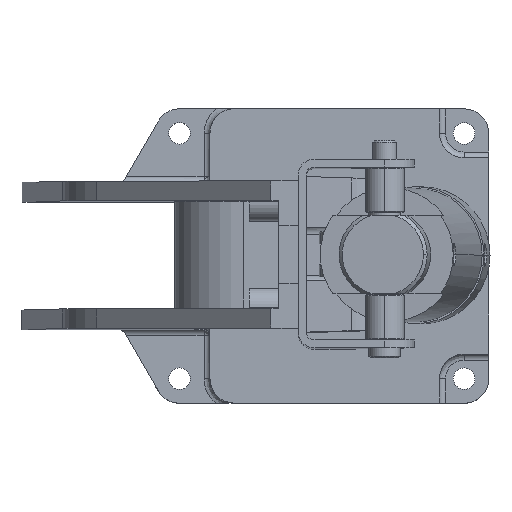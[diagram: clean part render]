
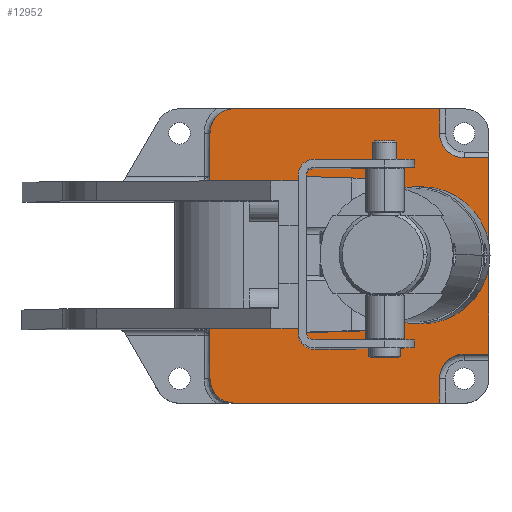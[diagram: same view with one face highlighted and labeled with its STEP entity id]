
A CAD part, top view. The second image highlights one B-rep face of the part: STEP entity #12952.
In plain terms, the highlighted planar face has unit normal (0, 0, 1).
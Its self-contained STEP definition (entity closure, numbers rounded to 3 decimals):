
#202 = DIRECTION ( 'NONE',  ( 0., 1., 0. ) ) ;
#218 = EDGE_CURVE ( 'NONE', #19090, #9184, #7905, .T. ) ;
#432 = ORIENTED_EDGE ( 'NONE', *, *, #11216, .T. ) ;
#495 = ORIENTED_EDGE ( 'NONE', *, *, #16669, .T. ) ;
#748 = CARTESIAN_POINT ( 'NONE',  ( 773.058, 808.221, -226.5 ) ) ;
#791 = VERTEX_POINT ( 'NONE', #14652 ) ;
#901 = CIRCLE ( 'NONE', #16960, 12.5 ) ;
#938 = CARTESIAN_POINT ( 'NONE',  ( 915.058, 720.721, -226.5 ) ) ;
#1182 = AXIS2_PLACEMENT_3D ( 'NONE', #22987, #12125, #23072 ) ;
#1226 = CARTESIAN_POINT ( 'NONE',  ( 902.558, 720.721, -226.5 ) ) ;
#1555 = VECTOR ( 'NONE', #15316, 1000. ) ;
#1706 = DIRECTION ( 'NONE',  ( 0., 1., 0. ) ) ;
#1936 = LINE ( 'NONE', #5122, #21842 ) ;
#2226 = AXIS2_PLACEMENT_3D ( 'NONE', #21123, #19363, #14193 ) ;
#2399 = CARTESIAN_POINT ( 'NONE',  ( 765.058, 720.721, -226.5 ) ) ;
#2702 = LINE ( 'NONE', #6183, #1555 ) ;
#2939 = LINE ( 'NONE', #2399, #13166 ) ;
#3104 = VERTEX_POINT ( 'NONE', #9450 ) ;
#3405 = VECTOR ( 'NONE', #14918, 1000. ) ;
#3697 = EDGE_CURVE ( 'NONE', #791, #19090, #15343, .T. ) ;
#3958 = DIRECTION ( 'NONE',  ( -1., 0., 0. ) ) ;
#4130 = DIRECTION ( 'NONE',  ( 1., 0., 0. ) ) ;
#4137 = LINE ( 'NONE', #19712, #4416 ) ;
#4358 = CIRCLE ( 'NONE', #1182, 12.5 ) ;
#4383 = CARTESIAN_POINT ( 'NONE',  ( 902.558, 833.221, -226.5 ) ) ;
#4416 = VECTOR ( 'NONE', #5412, 1000. ) ;
#4455 = DIRECTION ( 'NONE',  ( 0., 0., -1. ) ) ;
#4685 = ORIENTED_EDGE ( 'NONE', *, *, #8784, .T. ) ;
#5122 = CARTESIAN_POINT ( 'NONE',  ( 890.058, 808.221, -226.5 ) ) ;
#5412 = DIRECTION ( 'NONE',  ( 0., -1., 0. ) ) ;
#5668 = LINE ( 'NONE', #748, #9626 ) ;
#6008 = ORIENTED_EDGE ( 'NONE', *, *, #8439, .T. ) ;
#6025 = CARTESIAN_POINT ( 'NONE',  ( 765.058, 845.721, -226.5 ) ) ;
#6183 = CARTESIAN_POINT ( 'NONE',  ( 773.058, 808.221, -226.5 ) ) ;
#6398 = CARTESIAN_POINT ( 'NONE',  ( 890.058, 833.221, -226.5 ) ) ;
#6441 = VERTEX_POINT ( 'NONE', #18589 ) ;
#6573 = EDGE_CURVE ( 'NONE', #13997, #9438, #2702, .T. ) ;
#6843 = FACE_OUTER_BOUND ( 'NONE', #23404, .T. ) ;
#7368 = LINE ( 'NONE', #6025, #20988 ) ;
#7536 = CARTESIAN_POINT ( 'NONE',  ( 765.058, 695.721, -226.5 ) ) ;
#7717 = DIRECTION ( 'NONE',  ( 0., 1., 0. ) ) ;
#7791 = CARTESIAN_POINT ( 'NONE',  ( 785.558, 708.221, -226.5 ) ) ;
#7883 = CARTESIAN_POINT ( 'NONE',  ( 902.558, 820.721, -226.5 ) ) ;
#7905 = CIRCLE ( 'NONE', #17159, 12.5 ) ;
#8265 = VECTOR ( 'NONE', #11390, 1000. ) ;
#8439 = EDGE_CURVE ( 'NONE', #16829, #21144, #2939, .T. ) ;
#8499 = CARTESIAN_POINT ( 'NONE',  ( 773.058, 811.221, -226.5 ) ) ;
#8784 = EDGE_CURVE ( 'NONE', #13760, #16829, #4358, .T. ) ;
#9184 = VERTEX_POINT ( 'NONE', #6398 ) ;
#9438 = VERTEX_POINT ( 'NONE', #8499 ) ;
#9450 = CARTESIAN_POINT ( 'NONE',  ( 773.058, 708.221, -226.5 ) ) ;
#9626 = VECTOR ( 'NONE', #9661, 1000. ) ;
#9661 = DIRECTION ( 'NONE',  ( 0., -1., 0. ) ) ;
#9992 = LINE ( 'NONE', #11158, #18818 ) ;
#10806 = EDGE_CURVE ( 'NONE', #20788, #13997, #901, .T. ) ;
#11158 = CARTESIAN_POINT ( 'NONE',  ( 890.058, 808.221, -226.5 ) ) ;
#11216 = EDGE_CURVE ( 'NONE', #21144, #791, #15403, .T. ) ;
#11390 = DIRECTION ( 'NONE',  ( 0., 1., 0. ) ) ;
#11530 = ORIENTED_EDGE ( 'NONE', *, *, #218, .T. ) ;
#12125 = DIRECTION ( 'NONE',  ( 0., 0., -1. ) ) ;
#12242 = EDGE_CURVE ( 'NONE', #9184, #18342, #9992, .T. ) ;
#12952 = ADVANCED_FACE ( 'NONE', ( #6843 ), #23183, .T. ) ;
#12994 = CARTESIAN_POINT ( 'NONE',  ( 915.058, 808.221, -226.5 ) ) ;
#13087 = DIRECTION ( 'NONE',  ( 0., 0., 1. ) ) ;
#13144 = CARTESIAN_POINT ( 'NONE',  ( 773.058, 730.221, -226.5 ) ) ;
#13166 = VECTOR ( 'NONE', #20428, 1000. ) ;
#13578 = DIRECTION ( 'NONE',  ( 0., 1., 0. ) ) ;
#13760 = VERTEX_POINT ( 'NONE', #14763 ) ;
#13774 = EDGE_CURVE ( 'NONE', #15610, #6441, #22705, .T. ) ;
#13939 = ORIENTED_EDGE ( 'NONE', *, *, #6573, .T. ) ;
#13997 = VERTEX_POINT ( 'NONE', #19273 ) ;
#14112 = EDGE_CURVE ( 'NONE', #6441, #13760, #1936, .T. ) ;
#14193 = DIRECTION ( 'NONE',  ( 0., -1., 0. ) ) ;
#14379 = VERTEX_POINT ( 'NONE', #13144 ) ;
#14543 = ORIENTED_EDGE ( 'NONE', *, *, #17747, .T. ) ;
#14652 = CARTESIAN_POINT ( 'NONE',  ( 915.058, 820.721, -226.5 ) ) ;
#14763 = CARTESIAN_POINT ( 'NONE',  ( 890.058, 708.221, -226.5 ) ) ;
#14918 = DIRECTION ( 'NONE',  ( -1., 0., 0. ) ) ;
#14959 = DIRECTION ( 'NONE',  ( 0., 1., 0. ) ) ;
#15316 = DIRECTION ( 'NONE',  ( 0., -1., 0. ) ) ;
#15343 = LINE ( 'NONE', #18107, #3405 ) ;
#15403 = LINE ( 'NONE', #12994, #8265 ) ;
#15610 = VERTEX_POINT ( 'NONE', #18862 ) ;
#15765 = ORIENTED_EDGE ( 'NONE', *, *, #18373, .T. ) ;
#16180 = VECTOR ( 'NONE', #4130, 1000. ) ;
#16311 = CARTESIAN_POINT ( 'NONE',  ( 785.558, 845.721, -226.5 ) ) ;
#16669 = EDGE_CURVE ( 'NONE', #14379, #3104, #5668, .T. ) ;
#16829 = VERTEX_POINT ( 'NONE', #1226 ) ;
#16960 = AXIS2_PLACEMENT_3D ( 'NONE', #21987, #13087, #202 ) ;
#17080 = ORIENTED_EDGE ( 'NONE', *, *, #3697, .T. ) ;
#17159 = AXIS2_PLACEMENT_3D ( 'NONE', #4383, #4455, #13578 ) ;
#17521 = ORIENTED_EDGE ( 'NONE', *, *, #14112, .T. ) ;
#17747 = EDGE_CURVE ( 'NONE', #3104, #15610, #19870, .T. ) ;
#18107 = CARTESIAN_POINT ( 'NONE',  ( 765.058, 820.721, -226.5 ) ) ;
#18260 = ORIENTED_EDGE ( 'NONE', *, *, #12242, .T. ) ;
#18342 = VERTEX_POINT ( 'NONE', #20632 ) ;
#18373 = EDGE_CURVE ( 'NONE', #18342, #20788, #7368, .T. ) ;
#18388 = DIRECTION ( 'NONE',  ( 0., 0., 1. ) ) ;
#18589 = CARTESIAN_POINT ( 'NONE',  ( 890.058, 695.721, -226.5 ) ) ;
#18818 = VECTOR ( 'NONE', #7717, 1000. ) ;
#18862 = CARTESIAN_POINT ( 'NONE',  ( 785.558, 695.721, -226.5 ) ) ;
#19090 = VERTEX_POINT ( 'NONE', #7883 ) ;
#19273 = CARTESIAN_POINT ( 'NONE',  ( 773.058, 833.221, -226.5 ) ) ;
#19276 = AXIS2_PLACEMENT_3D ( 'NONE', #7791, #18388, #14959 ) ;
#19363 = DIRECTION ( 'NONE',  ( 0., 0., 1. ) ) ;
#19712 = CARTESIAN_POINT ( 'NONE',  ( 773.058, 733.221, -226.5 ) ) ;
#19870 = CIRCLE ( 'NONE', #19276, 12.5 ) ;
#20348 = ORIENTED_EDGE ( 'NONE', *, *, #10806, .T. ) ;
#20428 = DIRECTION ( 'NONE',  ( 1., 0., 0. ) ) ;
#20632 = CARTESIAN_POINT ( 'NONE',  ( 890.058, 845.721, -226.5 ) ) ;
#20780 = EDGE_CURVE ( 'NONE', #9438, #14379, #4137, .T. ) ;
#20788 = VERTEX_POINT ( 'NONE', #16311 ) ;
#20988 = VECTOR ( 'NONE', #3958, 1000. ) ;
#21123 = CARTESIAN_POINT ( 'NONE',  ( 765.058, 808.221, -226.5 ) ) ;
#21144 = VERTEX_POINT ( 'NONE', #938 ) ;
#21492 = ORIENTED_EDGE ( 'NONE', *, *, #20780, .T. ) ;
#21842 = VECTOR ( 'NONE', #1706, 1000. ) ;
#21917 = ORIENTED_EDGE ( 'NONE', *, *, #13774, .T. ) ;
#21987 = CARTESIAN_POINT ( 'NONE',  ( 785.558, 833.221, -226.5 ) ) ;
#22705 = LINE ( 'NONE', #7536, #16180 ) ;
#22987 = CARTESIAN_POINT ( 'NONE',  ( 902.558, 708.221, -226.5 ) ) ;
#23072 = DIRECTION ( 'NONE',  ( 0., 1., 0. ) ) ;
#23183 = PLANE ( 'NONE',  #2226 ) ;
#23404 = EDGE_LOOP ( 'NONE', ( #6008, #432, #17080, #11530, #18260, #15765, #20348, #13939, #21492, #495, #14543, #21917, #17521, #4685 ) ) ;
